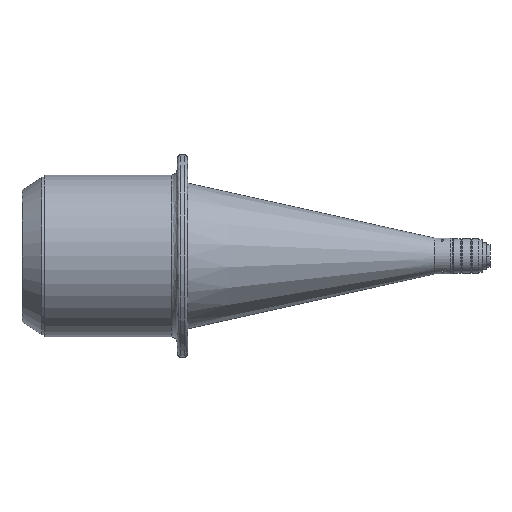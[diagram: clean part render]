
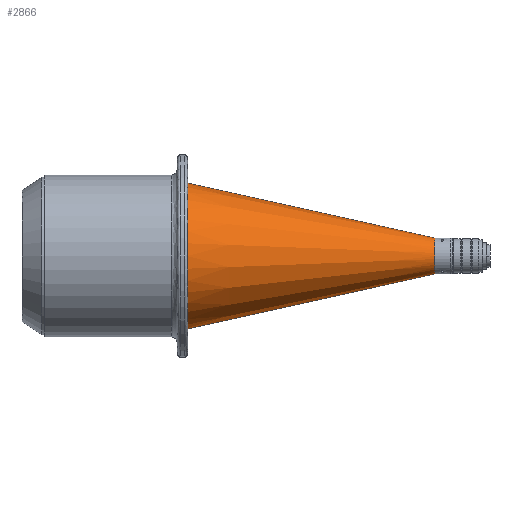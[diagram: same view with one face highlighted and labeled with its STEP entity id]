
A CAD part, front view. The second image highlights one B-rep face of the part: STEP entity #2866.
In plain terms, the highlighted conical face has half-angle 12.541 degrees and reference radius 71 mm.
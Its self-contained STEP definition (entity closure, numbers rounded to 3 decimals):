
#738 = LINE ( 'NONE', #788, #781 ) ;
#757 = CARTESIAN_POINT ( 'NONE',  ( 259.16, 0., 71. ) ) ;
#758 = CARTESIAN_POINT ( 'NONE',  ( 499.66, 0., 17.5 ) ) ;
#761 = CARTESIAN_POINT ( 'NONE',  ( 259.16, 0., -71. ) ) ;
#780 = DIRECTION ( 'NONE',  ( -0.976, 0., 0.217 ) ) ;
#781 = VECTOR ( 'NONE', #780, 1000. ) ;
#788 = CARTESIAN_POINT ( 'NONE',  ( 259.16, 0., 71. ) ) ;
#864 = CARTESIAN_POINT ( 'NONE',  ( 499.66, 0., -17.5 ) ) ;
#912 = DIRECTION ( 'NONE',  ( -0.976, 0., -0.217 ) ) ;
#913 = VECTOR ( 'NONE', #912, 1000. ) ;
#918 = CARTESIAN_POINT ( 'NONE',  ( 259.16, 0., -71. ) ) ;
#919 = LINE ( 'NONE', #918, #913 ) ;
#2667 = EDGE_CURVE ( 'NONE', #3574, #3570, #4642, .T. ) ;
#2747 = ORIENTED_EDGE ( 'NONE', *, *, #2785, .T. ) ;
#2775 = ORIENTED_EDGE ( 'NONE', *, *, #3592, .T. ) ;
#2785 = EDGE_CURVE ( 'NONE', #3637, #3573, #5166, .T. ) ;
#2806 = ORIENTED_EDGE ( 'NONE', *, *, #3640, .F. ) ;
#2866 = ADVANCED_FACE ( 'NONE', ( #5646 ), #5652, .T. ) ;
#3570 = VERTEX_POINT ( 'NONE', #761 ) ;
#3573 = VERTEX_POINT ( 'NONE', #758 ) ;
#3574 = VERTEX_POINT ( 'NONE', #757 ) ;
#3592 = EDGE_CURVE ( 'NONE', #3573, #3574, #738, .T. ) ;
#3637 = VERTEX_POINT ( 'NONE', #864 ) ;
#3640 = EDGE_CURVE ( 'NONE', #3637, #3570, #919, .T. ) ;
#4622 = DIRECTION ( 'NONE',  ( 0., 0., 1. ) ) ;
#4623 = DIRECTION ( 'NONE',  ( 1., 0., 0. ) ) ;
#4624 = AXIS2_PLACEMENT_3D ( 'NONE', #4637, #4623, #4622 ) ;
#4637 = CARTESIAN_POINT ( 'NONE',  ( 259.16, 0., 0. ) ) ;
#4642 = CIRCLE ( 'NONE', #4624, 71. ) ;
#5156 = CARTESIAN_POINT ( 'NONE',  ( 499.66, 0., 0. ) ) ;
#5166 = CIRCLE ( 'NONE', #5204, 17.5 ) ;
#5202 = DIRECTION ( 'NONE',  ( 0., 0., 1. ) ) ;
#5203 = DIRECTION ( 'NONE',  ( -1., 0., 0. ) ) ;
#5204 = AXIS2_PLACEMENT_3D ( 'NONE', #5156, #5203, #5202 ) ;
#5574 = CARTESIAN_POINT ( 'NONE',  ( 259.16, 0., 0. ) ) ;
#5646 = FACE_OUTER_BOUND ( 'NONE', #6356, .T. ) ;
#5648 = DIRECTION ( 'NONE',  ( -1., 0., 0. ) ) ;
#5652 = CONICAL_SURFACE ( 'NONE', #5709, 71., 0.219 ) ;
#5707 = DIRECTION ( 'NONE',  ( 0., 0., 1. ) ) ;
#5709 = AXIS2_PLACEMENT_3D ( 'NONE', #5574, #5648, #5707 ) ;
#6356 = EDGE_LOOP ( 'NONE', ( #2806, #2747, #2775, #8032 ) ) ;
#8032 = ORIENTED_EDGE ( 'NONE', *, *, #2667, .T. ) ;
